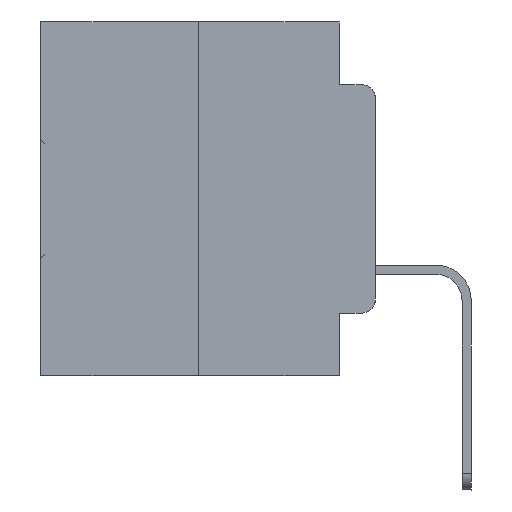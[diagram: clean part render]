
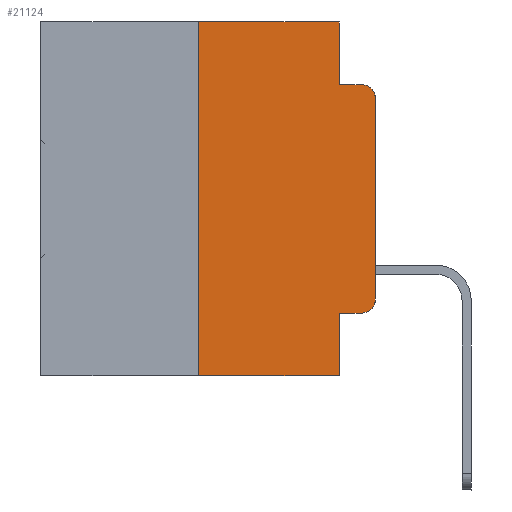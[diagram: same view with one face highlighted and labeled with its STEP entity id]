
A CAD part, left-side view. The second image highlights one B-rep face of the part: STEP entity #21124.
In plain terms, the highlighted planar face has unit normal (-1, 0, 0).
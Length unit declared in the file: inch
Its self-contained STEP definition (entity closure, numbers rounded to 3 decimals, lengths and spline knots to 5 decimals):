
#597 = EDGE_CURVE ( 'NONE', #27303, #16058, #23750, .T. ) ;
#916 = CARTESIAN_POINT ( 'NONE',  ( 0., 0.02, -0.4115 ) ) ;
#1014 = CARTESIAN_POINT ( 'NONE',  ( 0., 0.051, -0.0885 ) ) ;
#1050 = CARTESIAN_POINT ( 'NONE',  ( 0., 0.473, 0. ) ) ;
#1261 = VECTOR ( 'NONE', #12949, 39.37008 ) ;
#1330 = EDGE_CURVE ( 'NONE', #13215, #13248, #25736, .T. ) ;
#1595 = CARTESIAN_POINT ( 'NONE',  ( 0., 0.051, -0.4115 ) ) ;
#2222 = DIRECTION ( 'NONE',  ( 0., 0., -1. ) ) ;
#2873 = VECTOR ( 'NONE', #30960, 39.37008 ) ;
#3835 = EDGE_LOOP ( 'NONE', ( #23622, #8015, #5666, #23138, #5711, #13119, #30885, #26835, #16422, #7549 ) ) ;
#3920 = CARTESIAN_POINT ( 'NONE',  ( 0., 0., 0. ) ) ;
#3993 = EDGE_CURVE ( 'NONE', #5775, #16058, #14360, .T. ) ;
#4427 = CIRCLE ( 'NONE', #21245, 0.02 ) ;
#5090 = PLANE ( 'NONE',  #15097 ) ;
#5207 = AXIS2_PLACEMENT_3D ( 'NONE', #22016, #17026, #2222 ) ;
#5474 = VERTEX_POINT ( 'NONE', #22281 ) ;
#5666 = ORIENTED_EDGE ( 'NONE', *, *, #23699, .F. ) ;
#5711 = ORIENTED_EDGE ( 'NONE', *, *, #10093, .F. ) ;
#5775 = VERTEX_POINT ( 'NONE', #25298 ) ;
#6234 = EDGE_CURVE ( 'NONE', #19912, #13215, #9622, .T. ) ;
#6381 = FACE_OUTER_BOUND ( 'NONE', #3835, .T. ) ;
#7054 = CARTESIAN_POINT ( 'NONE',  ( 0., 0.25, 0. ) ) ;
#7549 = ORIENTED_EDGE ( 'NONE', *, *, #6234, .T. ) ;
#8015 = ORIENTED_EDGE ( 'NONE', *, *, #24393, .T. ) ;
#8441 = DIRECTION ( 'NONE',  ( 0., -1., 0. ) ) ;
#8509 = VECTOR ( 'NONE', #16685, 39.37008 ) ;
#9622 = CIRCLE ( 'NONE', #5207, 0.02 ) ;
#9628 = VERTEX_POINT ( 'NONE', #19449 ) ;
#9678 = LINE ( 'NONE', #21667, #8509 ) ;
#10093 = EDGE_CURVE ( 'NONE', #9628, #5474, #13312, .T. ) ;
#10901 = LINE ( 'NONE', #1595, #30678 ) ;
#11691 = DIRECTION ( 'NONE',  ( 0., 0., 1. ) ) ;
#12473 = CARTESIAN_POINT ( 'NONE',  ( 0., 0.051, -0.4115 ) ) ;
#12949 = DIRECTION ( 'NONE',  ( 0., -1., 0. ) ) ;
#12958 = LINE ( 'NONE', #1014, #27355 ) ;
#13119 = ORIENTED_EDGE ( 'NONE', *, *, #26131, .F. ) ;
#13215 = VERTEX_POINT ( 'NONE', #22454 ) ;
#13248 = VERTEX_POINT ( 'NONE', #30776 ) ;
#13312 = LINE ( 'NONE', #23129, #23424 ) ;
#13374 = CARTESIAN_POINT ( 'NONE',  ( 0., 0.051, 0. ) ) ;
#13840 = DIRECTION ( 'NONE',  ( 0., 0., 1. ) ) ;
#14360 = LINE ( 'NONE', #30092, #1261 ) ;
#15097 = AXIS2_PLACEMENT_3D ( 'NONE', #1050, #25740, #15430 ) ;
#15430 = DIRECTION ( 'NONE',  ( 0., 0., -1. ) ) ;
#15614 = VECTOR ( 'NONE', #11691, 39.37008 ) ;
#16058 = VERTEX_POINT ( 'NONE', #20885 ) ;
#16422 = ORIENTED_EDGE ( 'NONE', *, *, #25378, .T. ) ;
#16685 = DIRECTION ( 'NONE',  ( 0., 0., -1. ) ) ;
#17026 = DIRECTION ( 'NONE',  ( -1., 0., 0. ) ) ;
#17600 = LINE ( 'NONE', #7054, #15614 ) ;
#18840 = DIRECTION ( 'NONE',  ( 0., 0., -1. ) ) ;
#19449 = CARTESIAN_POINT ( 'NONE',  ( 0., 0.25, 0. ) ) ;
#19912 = VERTEX_POINT ( 'NONE', #916 ) ;
#20885 = CARTESIAN_POINT ( 'NONE',  ( 0., 0.051, -0.5 ) ) ;
#21124 = ADVANCED_FACE ( 'NONE', ( #6381 ), #5090, .F. ) ;
#21245 = AXIS2_PLACEMENT_3D ( 'NONE', #21319, #31297, #18840 ) ;
#21319 = CARTESIAN_POINT ( 'NONE',  ( 0., 0.02, -0.1085 ) ) ;
#21591 = DIRECTION ( 'NONE',  ( 0., -1., 0. ) ) ;
#21667 = CARTESIAN_POINT ( 'NONE',  ( 0., 0.051, 0. ) ) ;
#22016 = CARTESIAN_POINT ( 'NONE',  ( 0., 0.02, -0.3915 ) ) ;
#22281 = CARTESIAN_POINT ( 'NONE',  ( 0., 0.051, 0. ) ) ;
#22454 = CARTESIAN_POINT ( 'NONE',  ( 0., 0., -0.3915 ) ) ;
#22490 = VERTEX_POINT ( 'NONE', #29144 ) ;
#23025 = VECTOR ( 'NONE', #13840, 39.37008 ) ;
#23129 = CARTESIAN_POINT ( 'NONE',  ( 0., 0.473, 0. ) ) ;
#23138 = ORIENTED_EDGE ( 'NONE', *, *, #26180, .F. ) ;
#23424 = VECTOR ( 'NONE', #30920, 39.37008 ) ;
#23622 = ORIENTED_EDGE ( 'NONE', *, *, #1330, .T. ) ;
#23699 = EDGE_CURVE ( 'NONE', #22490, #31966, #12958, .T. ) ;
#23750 = LINE ( 'NONE', #13374, #2873 ) ;
#24393 = EDGE_CURVE ( 'NONE', #13248, #31966, #4427, .T. ) ;
#25298 = CARTESIAN_POINT ( 'NONE',  ( 0., 0.25, -0.5 ) ) ;
#25378 = EDGE_CURVE ( 'NONE', #27303, #19912, #10901, .T. ) ;
#25666 = CARTESIAN_POINT ( 'NONE',  ( 0., 0.02, -0.0885 ) ) ;
#25736 = LINE ( 'NONE', #3920, #23025 ) ;
#25740 = DIRECTION ( 'NONE',  ( 1., 0., 0. ) ) ;
#26131 = EDGE_CURVE ( 'NONE', #5775, #9628, #17600, .T. ) ;
#26180 = EDGE_CURVE ( 'NONE', #5474, #22490, #9678, .T. ) ;
#26835 = ORIENTED_EDGE ( 'NONE', *, *, #597, .F. ) ;
#27303 = VERTEX_POINT ( 'NONE', #12473 ) ;
#27355 = VECTOR ( 'NONE', #8441, 39.37008 ) ;
#29144 = CARTESIAN_POINT ( 'NONE',  ( 0., 0.051, -0.0885 ) ) ;
#30092 = CARTESIAN_POINT ( 'NONE',  ( 0., 0.473, -0.5 ) ) ;
#30678 = VECTOR ( 'NONE', #21591, 39.37008 ) ;
#30776 = CARTESIAN_POINT ( 'NONE',  ( 0., 0., -0.1085 ) ) ;
#30885 = ORIENTED_EDGE ( 'NONE', *, *, #3993, .T. ) ;
#30920 = DIRECTION ( 'NONE',  ( 0., -1., 0. ) ) ;
#30960 = DIRECTION ( 'NONE',  ( 0., 0., -1. ) ) ;
#31297 = DIRECTION ( 'NONE',  ( -1., 0., 0. ) ) ;
#31966 = VERTEX_POINT ( 'NONE', #25666 ) ;
